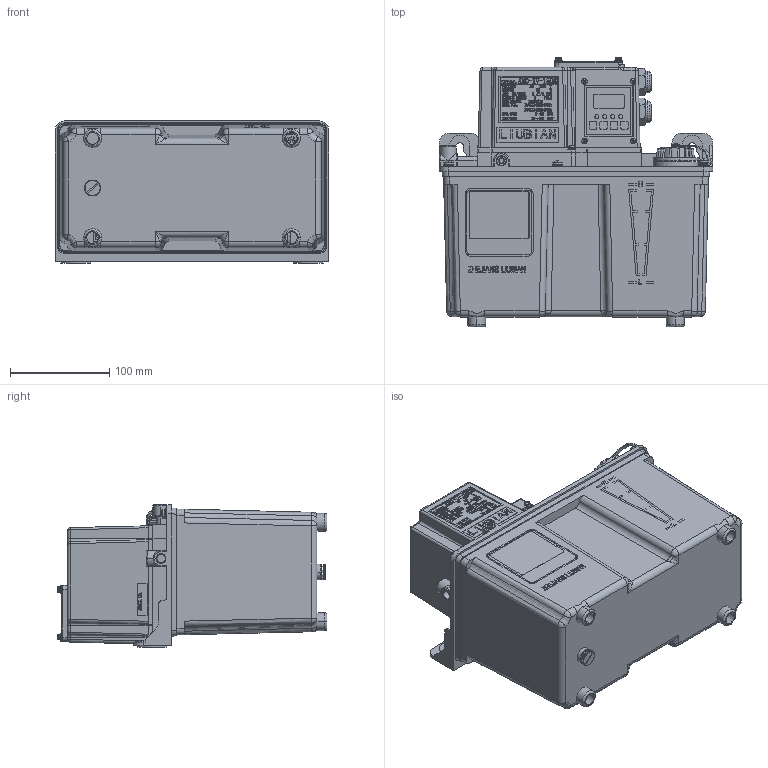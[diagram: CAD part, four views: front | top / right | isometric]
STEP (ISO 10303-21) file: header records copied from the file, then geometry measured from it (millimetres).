
FILE_DESCRIPTION (( 'STEP AP214' ), '1' );
FILE_NAME ('AMO-IV-150S.03IIP（三维）.STEP', '2025-07-15T01:31:48', ( 'User' ), ( 'Microsoft' ), 'SwSTEP 2.0', 'SolidWorks 2018', '' );
FILE_SCHEMA (( 'AUTOMOTIVE_DESIGN' ));
Length unit declared in the file: millimetre
Products named in the file (1): AMO-IV-150S.03IIP（三维）
Bounding box: 275 x 271.49 x 143 mm (x, y, z)
Surface area: 292266.4 mm2 (no closed solid volume)
Topology: 0 solids, 247 shells, 1466 faces, 10678 edges, 9358 vertices
Faces by surface type: plane 847, cylinder 311, cone 100, bspline 95, torus 66, sphere 47
Entity records: 147982 total; most frequent: CARTESIAN_POINT 60469, ORIENTED_EDGE 13093, DIRECTION 11920, EDGE_CURVE 10668, VERTEX_POINT 9358, LINE 5998, VECTOR 5998, B_SPLINE_CURVE_WITH_KNOTS 2993
